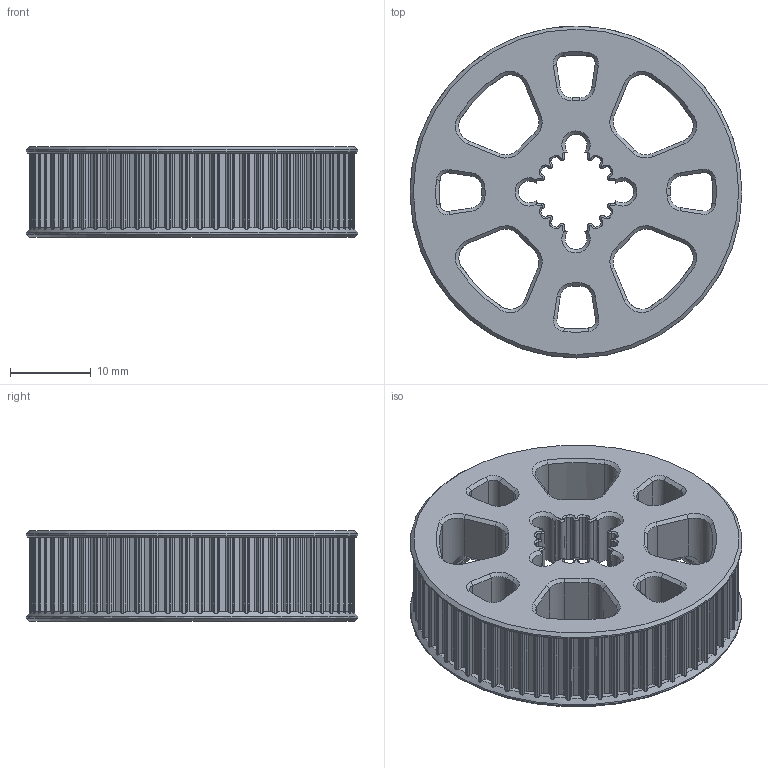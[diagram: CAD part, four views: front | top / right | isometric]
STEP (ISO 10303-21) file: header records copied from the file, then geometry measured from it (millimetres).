
FILE_DESCRIPTION(/* description */ ('STEP AP242','CAx-IF Rec.Pracs.---Representation and Presentation of Product Manufacturing Information (PMI)---4.0---2014-10-13','CAx-IF Rec.Pracs.---3D Tessellated Geometry---0.4---2014-09-14','2;1'),/* implementation_level */ '2;1');
FILE_NAME(/* name */ '62dcabf7aae9b7074bce34f8',/* time_stamp */ '2022-07-24T02:18:33+00:00',/* author */ (''),/* organization */ (''),/* preprocessor_version */ 'ST-DEVELOPER v18.102',/* originating_system */ ' ',/* authorisation */ ' ');
FILE_SCHEMA (('AP242_MANAGED_MODEL_BASED_3D_ENGINEERING_MIM_LF { 1 0 10303 442 1 1 4 }'));
Length unit declared in the file: metre
Products named in the file (2): 64T Front Pulley Gear (1); 64T Front Pulley Gear
Assembly tree (1 placements, depth 2):
  64T Front Pulley Gear (1)
    64T Front Pulley Gear
Bounding box: 41.03 x 41.03 x 11.2 mm (x, y, z)
Volume: 6846.3 mm3; surface area: 5771.7 mm2
Topology: 1 solids, 1 shells, 891 faces, 2650 edges, 1741 vertices
Faces by surface type: plane 649, cone 110, cylinder 91, bspline 28, torus 13
Full cylindrical faces by diameter (mm): 33.871 x1, 41.032 x2
Entity records: 32439 total; most frequent: CARTESIAN_POINT 8366, ORIENTED_EDGE 5248, DIRECTION 4827, EDGE_CURVE 2624, LINE 1909, VECTOR 1909, VERTEX_POINT 1737, AXIS2_PLACEMENT_3D 1459
